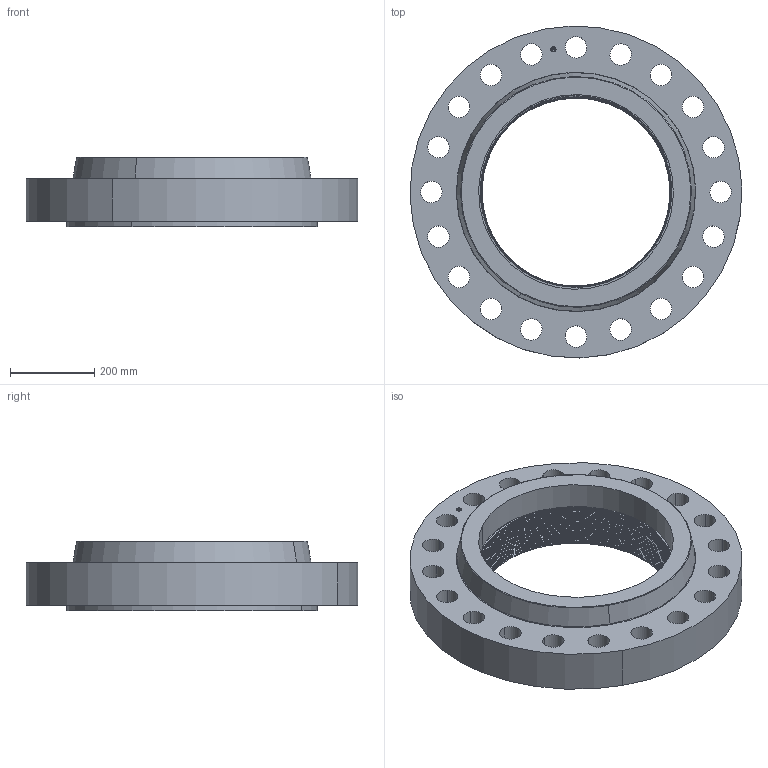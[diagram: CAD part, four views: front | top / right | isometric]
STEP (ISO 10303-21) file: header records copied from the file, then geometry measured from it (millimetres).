
FILE_DESCRIPTION(('3D STEP'),'2;1');
FILE_NAME('18-900-THREADED-RTJ-FLANGE.stp','2013-03-04T06:45:24+00:00',('Texas Flange'),(''),'CATIA Version 5 Release 20 SP 6 (IN-10)','CATIA V5 STEP AP214','800-826-3801');
FILE_SCHEMA(('AUTOMOTIVE_DESIGN { 1 0 10303 214 1 1 1 1 }'));
Length unit declared in the file: inch
Products named in the file (1): 18-900-THREADED-RTJ-FLANGE
Bounding box: 787.18 x 787.18 x 165.1 mm (x, y, z)
Volume: 34041187 mm3; surface area: 1635333 mm2
Topology: 1 solids, 1 shells, 779 faces, 2001 edges, 1246 vertices
Faces by surface type: plane 372, bspline 262, cone 71, cylinder 66, torus 8
Entity records: 33043 total; most frequent: CARTESIAN_POINT 14170, ORIENTED_EDGE 4002, DIRECTION 2116, EDGE_CURVE 2001, VERTEX_POINT 1246, VECTOR 1180, LINE 1180, EDGE_LOOP 843
